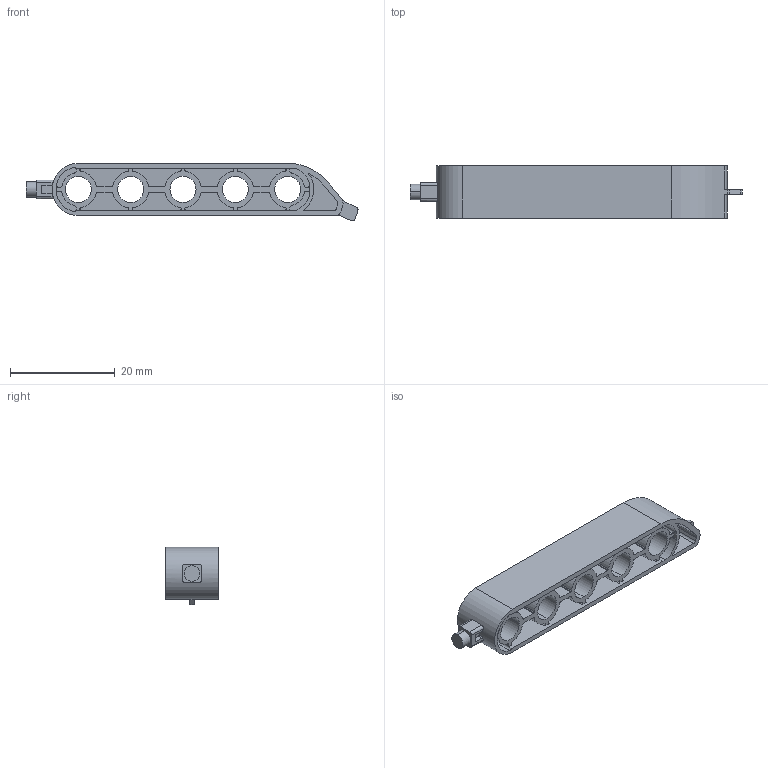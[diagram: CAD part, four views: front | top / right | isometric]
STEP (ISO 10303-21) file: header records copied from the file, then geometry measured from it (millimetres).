
FILE_DESCRIPTION((''),'2;1');
FILE_NAME('TOOL_FOR_PRODUCTION_V2','2022-03-26T',('Administrator'),(''),'PRO/ENGINEER BY PARAMETRIC TECHNOLOGY CORPORATION, 2010180','PRO/ENGINEER BY PARAMETRIC TECHNOLOGY CORPORATION, 2010180','');
FILE_SCHEMA(('AUTOMOTIVE_DESIGN_CC2 { 1 2 10303 214 -1 1 5 2 }'));
Length unit declared in the file: millimetre
Products named in the file (1): TOOL_FOR_PRODUCTION_V2
Bounding box: 63.43 x 10 x 10.98 mm (x, y, z)
Volume: 2295.7 mm3; surface area: 4943.1 mm2
Topology: 1 solids, 1 shells, 388 faces, 1145 edges, 765 vertices
Faces by surface type: cylinder 258, plane 128, extrusion 2
Entity records: 17428 total; most frequent: DIRECTION 2450, CARTESIAN_POINT 2344, ORIENTED_EDGE 2290, PRESENTATION_STYLE_ASSIGNMENT 1246, STYLED_ITEM 1146, CURVE_STYLE 1145, EDGE_CURVE 1145, AXIS2_PLACEMENT_3D 925
